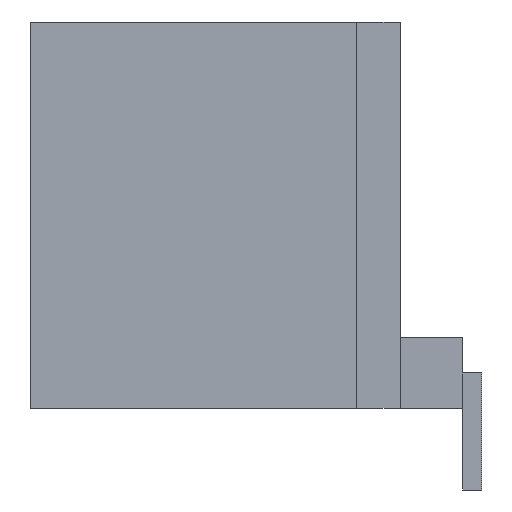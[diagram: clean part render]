
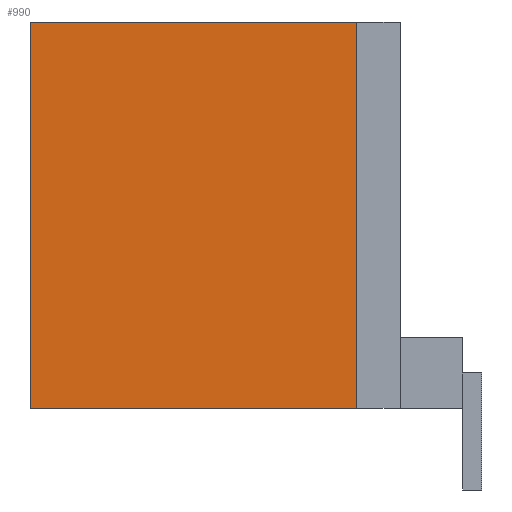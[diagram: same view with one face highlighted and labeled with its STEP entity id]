
A CAD part, front view. The second image highlights one B-rep face of the part: STEP entity #990.
In plain terms, the highlighted planar face has unit normal (0, -1, 0).
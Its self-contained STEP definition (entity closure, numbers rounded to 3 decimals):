
#16=FACE_OUTER_BOUND('',#70,.T.);
#70=EDGE_LOOP('',(#651,#652,#653,#654));
#127=LINE('',#1378,#271);
#128=LINE('',#1380,#272);
#129=LINE('',#1382,#273);
#130=LINE('',#1383,#274);
#271=VECTOR('',#1121,10.);
#272=VECTOR('',#1122,10.);
#273=VECTOR('',#1123,10.);
#274=VECTOR('',#1124,10.);
#415=VERTEX_POINT('',#1376);
#416=VERTEX_POINT('',#1377);
#417=VERTEX_POINT('',#1379);
#418=VERTEX_POINT('',#1381);
#507=EDGE_CURVE('',#415,#416,#127,.T.);
#508=EDGE_CURVE('',#415,#417,#128,.T.);
#509=EDGE_CURVE('',#418,#417,#129,.T.);
#510=EDGE_CURVE('',#416,#418,#130,.T.);
#651=ORIENTED_EDGE('',*,*,#507,.F.);
#652=ORIENTED_EDGE('',*,*,#508,.T.);
#653=ORIENTED_EDGE('',*,*,#509,.F.);
#654=ORIENTED_EDGE('',*,*,#510,.F.);
#936=PLANE('',#1058);
#990=ADVANCED_FACE('',(#16),#936,.T.);
#1058=AXIS2_PLACEMENT_3D('',#1375,#1119,#1120);
#1119=DIRECTION('center_axis',(0.,-1.,0.));
#1120=DIRECTION('ref_axis',(0.,0.,1.));
#1121=DIRECTION('',(0.,0.,-1.));
#1122=DIRECTION('',(-1.,0.,0.));
#1123=DIRECTION('',(0.,0.,1.));
#1124=DIRECTION('',(-1.,0.,0.));
#1375=CARTESIAN_POINT('Origin',(-4.25,-25.85,0.));
#1376=CARTESIAN_POINT('',(-4.25,-25.85,14.2));
#1377=CARTESIAN_POINT('',(-4.25,-25.85,0.));
#1378=CARTESIAN_POINT('',(-4.25,-25.85,0.));
#1379=CARTESIAN_POINT('',(-16.25,-25.85,14.2));
#1380=CARTESIAN_POINT('',(-4.25,-25.85,14.2));
#1381=CARTESIAN_POINT('',(-16.25,-25.85,0.));
#1382=CARTESIAN_POINT('',(-16.25,-25.85,14.2));
#1383=CARTESIAN_POINT('',(-4.25,-25.85,0.));
